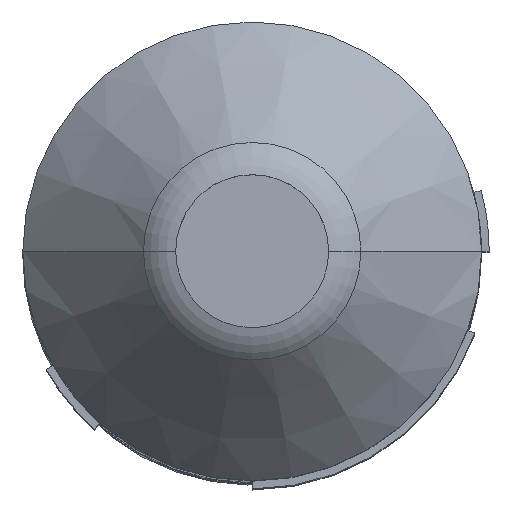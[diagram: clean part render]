
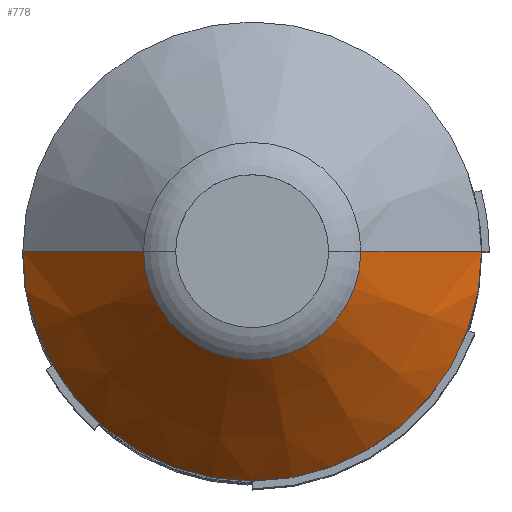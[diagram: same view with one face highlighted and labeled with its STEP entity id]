
A CAD part, top view. The second image highlights one B-rep face of the part: STEP entity #778.
In plain terms, the highlighted conical face has half-angle 41.987 degrees and reference radius 6 mm.
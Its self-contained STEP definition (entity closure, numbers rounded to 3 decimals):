
#87 = CARTESIAN_POINT ( 'NONE',  ( 6., 0., 0. ) ) ;
#122 = AXIS2_PLACEMENT_3D ( 'NONE', #768, #1676, #2576 ) ;
#138 = EDGE_LOOP ( 'NONE', ( #2853, #1656, #810, #1747 ) ) ;
#279 = CARTESIAN_POINT ( 'NONE',  ( -15., 0., -10. ) ) ;
#321 = CARTESIAN_POINT ( 'NONE',  ( 15., 0., -10. ) ) ;
#486 = DIRECTION ( 'NONE',  ( 0., 0., -1. ) ) ;
#515 = DIRECTION ( 'NONE',  ( 0.669, 0., -0.743 ) ) ;
#539 = VECTOR ( 'NONE', #515, 1000. ) ;
#615 = CARTESIAN_POINT ( 'NONE',  ( 0., 0., 0. ) ) ;
#639 = VERTEX_POINT ( 'NONE', #834 ) ;
#768 = CARTESIAN_POINT ( 'NONE',  ( 0., 0., -1.229 ) ) ;
#778 = ADVANCED_FACE ( 'NONE', ( #1744 ), #2364, .T. ) ;
#810 = ORIENTED_EDGE ( 'NONE', *, *, #1212, .T. ) ;
#834 = CARTESIAN_POINT ( 'NONE',  ( -7.106, 0., -1.229 ) ) ;
#991 = LINE ( 'NONE', #2779, #1995 ) ;
#1174 = DIRECTION ( 'NONE',  ( 1., 0., 0. ) ) ;
#1208 = CIRCLE ( 'NONE', #122, 7.106 ) ;
#1212 = EDGE_CURVE ( 'NONE', #639, #2896, #991, .T. ) ;
#1347 = AXIS2_PLACEMENT_3D ( 'NONE', #2505, #486, #1174 ) ;
#1404 = VERTEX_POINT ( 'NONE', #321 ) ;
#1451 = EDGE_CURVE ( 'NONE', #1678, #1404, #1608, .T. ) ;
#1592 = DIRECTION ( 'NONE',  ( 0., 0., -1. ) ) ;
#1608 = LINE ( 'NONE', #87, #539 ) ;
#1656 = ORIENTED_EDGE ( 'NONE', *, *, #2674, .T. ) ;
#1658 = AXIS2_PLACEMENT_3D ( 'NONE', #615, #1592, #2055 ) ;
#1676 = DIRECTION ( 'NONE',  ( 0., 0., -1. ) ) ;
#1678 = VERTEX_POINT ( 'NONE', #2865 ) ;
#1744 = FACE_OUTER_BOUND ( 'NONE', #138, .T. ) ;
#1747 = ORIENTED_EDGE ( 'NONE', *, *, #2522, .F. ) ;
#1898 = DIRECTION ( 'NONE',  ( -0.669, 0., -0.743 ) ) ;
#1995 = VECTOR ( 'NONE', #1898, 1000. ) ;
#2055 = DIRECTION ( 'NONE',  ( -1., 0., 0. ) ) ;
#2253 = CIRCLE ( 'NONE', #1347, 15. ) ;
#2364 = CONICAL_SURFACE ( 'NONE', #1658, 6., 0.733 ) ;
#2505 = CARTESIAN_POINT ( 'NONE',  ( 0., 0., -10. ) ) ;
#2522 = EDGE_CURVE ( 'NONE', #1404, #2896, #2253, .T. ) ;
#2576 = DIRECTION ( 'NONE',  ( -1., 0., 0. ) ) ;
#2674 = EDGE_CURVE ( 'NONE', #1678, #639, #1208, .T. ) ;
#2779 = CARTESIAN_POINT ( 'NONE',  ( -6., 0., 0. ) ) ;
#2853 = ORIENTED_EDGE ( 'NONE', *, *, #1451, .F. ) ;
#2865 = CARTESIAN_POINT ( 'NONE',  ( 7.106, 0., -1.229 ) ) ;
#2896 = VERTEX_POINT ( 'NONE', #279 ) ;
